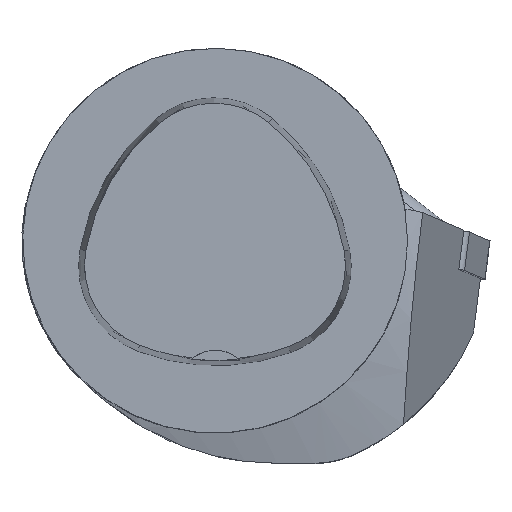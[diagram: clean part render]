
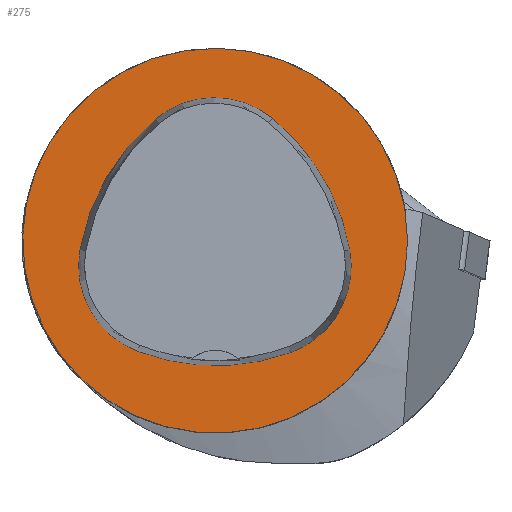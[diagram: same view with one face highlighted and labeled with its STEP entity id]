
A CAD part, top view. The second image highlights one B-rep face of the part: STEP entity #275.
In plain terms, the highlighted planar face has unit normal (0, 0, 1).
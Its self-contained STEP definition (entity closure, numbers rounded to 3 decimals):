
#275=ADVANCED_FACE('',(#653,#654),#346,.T.);
#346=PLANE('',#1799);
#653=FACE_BOUND('',#700,.T.);
#654=FACE_BOUND('',#701,.T.);
#700=EDGE_LOOP('',(#954,#955,#956,#957,#958,#959));
#701=EDGE_LOOP('',(#960));
#954=ORIENTED_EDGE('',*,*,#1496,.F.);
#955=ORIENTED_EDGE('',*,*,#1491,.F.);
#956=ORIENTED_EDGE('',*,*,#1486,.F.);
#957=ORIENTED_EDGE('',*,*,#1483,.F.);
#958=ORIENTED_EDGE('',*,*,#1480,.F.);
#959=ORIENTED_EDGE('',*,*,#1476,.F.);
#960=ORIENTED_EDGE('',*,*,#1467,.T.);
#1293=VERTEX_POINT('',#2687);
#1302=VERTEX_POINT('',#2706);
#1303=VERTEX_POINT('',#2707);
#1306=VERTEX_POINT('',#2715);
#1308=VERTEX_POINT('',#2721);
#1310=VERTEX_POINT('',#2727);
#1314=VERTEX_POINT('',#2740);
#1467=EDGE_CURVE('',#1293,#1293,#1604,.T.);
#1476=EDGE_CURVE('',#1302,#1303,#1605,.T.);
#1480=EDGE_CURVE('',#1303,#1306,#1607,.T.);
#1483=EDGE_CURVE('',#1306,#1308,#1609,.T.);
#1486=EDGE_CURVE('',#1308,#1310,#1611,.T.);
#1491=EDGE_CURVE('',#1310,#1314,#1614,.T.);
#1496=EDGE_CURVE('',#1314,#1302,#1617,.T.);
#1604=CIRCLE('',#1771,31.5);
#1605=CIRCLE('',#1777,36.);
#1607=CIRCLE('',#1780,15.);
#1609=CIRCLE('',#1783,36.);
#1611=CIRCLE('',#1786,15.);
#1614=CIRCLE('',#1790,36.);
#1617=CIRCLE('',#1794,15.);
#1771=AXIS2_PLACEMENT_3D('',#2686,#2061,#2062);
#1777=AXIS2_PLACEMENT_3D('',#2705,#2077,#2078);
#1780=AXIS2_PLACEMENT_3D('',#2714,#2085,#2086);
#1783=AXIS2_PLACEMENT_3D('',#2720,#2092,#2093);
#1786=AXIS2_PLACEMENT_3D('',#2726,#2099,#2100);
#1790=AXIS2_PLACEMENT_3D('',#2739,#2108,#2109);
#1794=AXIS2_PLACEMENT_3D('',#2752,#2117,#2118);
#1799=AXIS2_PLACEMENT_3D('',#2757,#2127,#2128);
#2061=DIRECTION('',(0.,0.,1.));
#2062=DIRECTION('',(1.,0.,0.));
#2077=DIRECTION('',(0.,0.,1.));
#2078=DIRECTION('',(1.,0.,0.));
#2085=DIRECTION('',(0.,0.,1.));
#2086=DIRECTION('',(1.,0.,0.));
#2092=DIRECTION('',(0.,0.,1.));
#2093=DIRECTION('',(1.,0.,0.));
#2099=DIRECTION('',(0.,0.,1.));
#2100=DIRECTION('',(1.,0.,0.));
#2108=DIRECTION('',(0.,0.,1.));
#2109=DIRECTION('',(1.,0.,0.));
#2117=DIRECTION('',(0.,0.,1.));
#2118=DIRECTION('',(1.,0.,0.));
#2127=DIRECTION('',(0.,0.,1.));
#2128=DIRECTION('',(-1.,0.,0.));
#2686=CARTESIAN_POINT('',(0.,0.,0.));
#2687=CARTESIAN_POINT('',(31.5,0.,0.));
#2705=CARTESIAN_POINT('',(-13.398,-7.893,0.));
#2706=CARTESIAN_POINT('',(22.041,-1.562,0.));
#2707=CARTESIAN_POINT('',(9.317,20.036,0.));
#2714=CARTESIAN_POINT('',(-0.148,8.399,0.));
#2715=CARTESIAN_POINT('',(-9.779,19.898,0.));
#2720=CARTESIAN_POINT('',(13.337,-7.7,0.));
#2721=CARTESIAN_POINT('',(-22.122,-1.48,0.));
#2726=CARTESIAN_POINT('',(-7.347,-4.071,0.));
#2727=CARTESIAN_POINT('',(-12.693,-18.087,0.));
#2739=CARTESIAN_POINT('',(0.137,15.55,0.));
#2740=CARTESIAN_POINT('',(12.373,-18.307,0.));
#2752=CARTESIAN_POINT('',(7.275,-4.2,0.));
#2757=CARTESIAN_POINT('',(0.,0.,0.));
